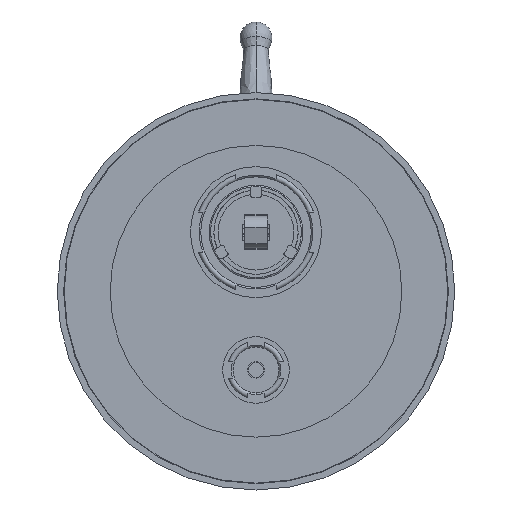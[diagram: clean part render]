
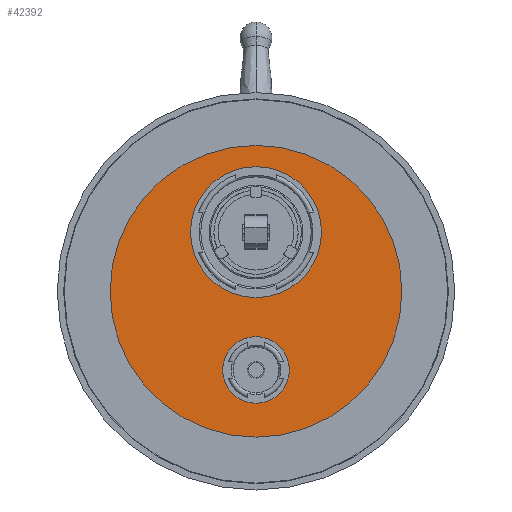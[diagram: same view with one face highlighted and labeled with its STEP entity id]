
A CAD part, front view. The second image highlights one B-rep face of the part: STEP entity #42392.
In plain terms, the highlighted planar face has unit normal (0, -1, 0).
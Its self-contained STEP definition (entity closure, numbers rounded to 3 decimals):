
#41206=CARTESIAN_POINT('',(0.,57.,-0.25));
#41207=DIRECTION('',(0.,-1.,0.));
#41208=DIRECTION('',(1.,0.,0.));
#41209=AXIS2_PLACEMENT_3D('',#41206,#41207,#41208);
#41211=CARTESIAN_POINT('',(0.,57.,-0.25));
#41212=DIRECTION('',(0.,-1.,0.));
#41213=DIRECTION('',(-1.,0.,0.));
#41214=AXIS2_PLACEMENT_3D('',#41211,#41212,#41213);
#41216=CARTESIAN_POINT('',(0.,57.,25.5));
#41217=DIRECTION('',(0.,-1.,0.));
#41218=DIRECTION('',(-1.,0.,0.));
#41219=AXIS2_PLACEMENT_3D('',#41216,#41217,#41218);
#41221=CARTESIAN_POINT('',(0.,57.,25.5));
#41222=DIRECTION('',(0.,-1.,0.));
#41223=DIRECTION('',(1.,0.,0.));
#41224=AXIS2_PLACEMENT_3D('',#41221,#41222,#41223);
#41226=CARTESIAN_POINT('',(0.,57.,-34.5));
#41227=DIRECTION('',(0.,-1.,0.));
#41228=DIRECTION('',(-1.,0.,0.));
#41229=AXIS2_PLACEMENT_3D('',#41226,#41227,#41228);
#41231=CARTESIAN_POINT('',(0.,57.,-34.5));
#41232=DIRECTION('',(0.,-1.,0.));
#41233=DIRECTION('',(1.,0.,0.));
#41234=AXIS2_PLACEMENT_3D('',#41231,#41232,#41233);
#41697=CARTESIAN_POINT('',(-28.5,57.,25.5));
#41698=CARTESIAN_POINT('',(28.5,57.,25.5));
#41699=VERTEX_POINT('',#41697);
#41700=VERTEX_POINT('',#41698);
#41701=CARTESIAN_POINT('',(-14.5,57.,-34.5));
#41702=CARTESIAN_POINT('',(14.5,57.,-34.5));
#41703=VERTEX_POINT('',#41701);
#41704=VERTEX_POINT('',#41702);
#41865=CARTESIAN_POINT('',(63.5,57.,-0.25));
#41866=CARTESIAN_POINT('',(-63.5,57.,-0.25));
#41867=VERTEX_POINT('',#41865);
#41868=VERTEX_POINT('',#41866);
#42370=CARTESIAN_POINT('',(0.,57.,-0.25));
#42371=DIRECTION('',(0.,1.,0.));
#42372=DIRECTION('',(1.,0.,0.));
#42373=AXIS2_PLACEMENT_3D('',#42370,#42371,#42372);
#42374=PLANE('',#42373);
#42375=ORIENTED_EDGE('',*,*,#42353,.F.);
#42377=ORIENTED_EDGE('',*,*,#42376,.F.);
#42378=EDGE_LOOP('',(#42375,#42377));
#42379=FACE_OUTER_BOUND('',#42378,.F.);
#42381=ORIENTED_EDGE('',*,*,#42380,.T.);
#42383=ORIENTED_EDGE('',*,*,#42382,.T.);
#42384=EDGE_LOOP('',(#42381,#42383));
#42385=FACE_BOUND('',#42384,.F.);
#42387=ORIENTED_EDGE('',*,*,#42386,.T.);
#42389=ORIENTED_EDGE('',*,*,#42388,.T.);
#42390=EDGE_LOOP('',(#42387,#42389));
#42391=FACE_BOUND('',#42390,.F.);
#42392=ADVANCED_FACE('',(#42379,#42385,#42391),#42374,.F.);
#41210=CIRCLE('',#41209,63.5);
#41215=CIRCLE('',#41214,63.5);
#41220=CIRCLE('',#41219,28.5);
#41225=CIRCLE('',#41224,28.5);
#41230=CIRCLE('',#41229,14.5);
#41235=CIRCLE('',#41234,14.5);
#42353=EDGE_CURVE('',#41867,#41868,#41210,.T.);
#42376=EDGE_CURVE('',#41868,#41867,#41215,.T.);
#42380=EDGE_CURVE('',#41699,#41700,#41220,.T.);
#42382=EDGE_CURVE('',#41700,#41699,#41225,.T.);
#42386=EDGE_CURVE('',#41703,#41704,#41230,.T.);
#42388=EDGE_CURVE('',#41704,#41703,#41235,.T.);
